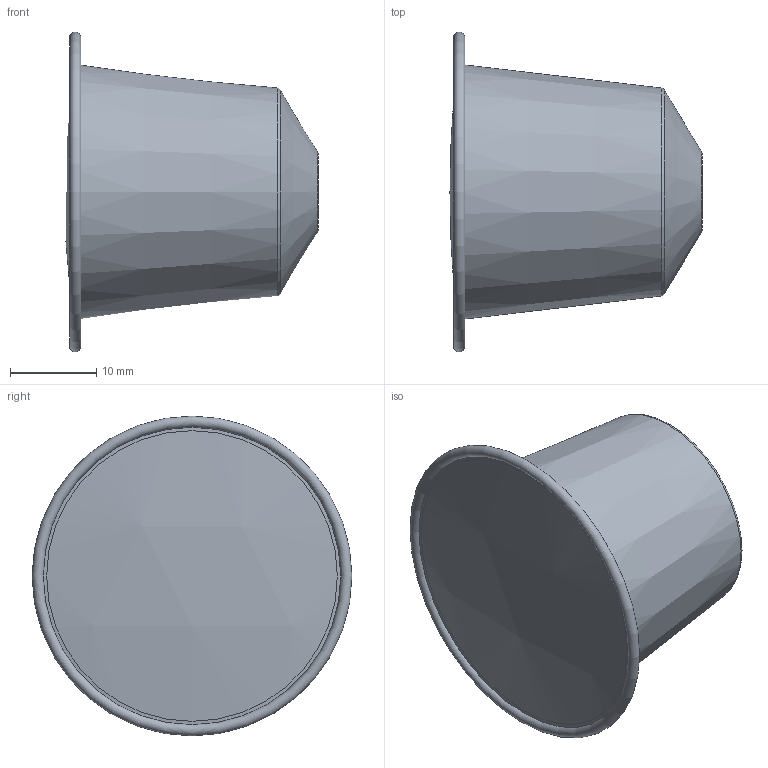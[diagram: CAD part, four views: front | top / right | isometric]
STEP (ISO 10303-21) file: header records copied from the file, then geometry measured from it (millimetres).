
FILE_DESCRIPTION((''),'2;1');
FILE_NAME('Grand_Cru.stp','2012-06-03T01:39:01',('Jan'),(''),'Autodesk Inventor 2012','Autodesk Inventor 2012','');
FILE_SCHEMA(('AUTOMOTIVE_DESIGN { 1 0 10303 214 1 1 1 1 }'));
Length unit declared in the file: millimetre
Products named in the file (4): Grand_Cru; Grand_Cru_Teil1; Grand_Cru_Teil2; Grand_Cru_Teil3
Assembly tree (3 placements, depth 2):
  Grand_Cru
    Grand_Cru_Teil1
    Grand_Cru_Teil2
    Grand_Cru_Teil3
Bounding box: 29.15 x 37 x 37 mm (x, y, z)
Volume: 988 mm3; surface area: 7825.5 mm2
Topology: 3 solids, 3 shells, 18 faces, 26 edges, 16 vertices
Faces by surface type: cone 6, plane 6, torus 3, sphere 2, cylinder 1
Full cylindrical faces by diameter (mm): 28.896 x1
Entity records: 482 total; most frequent: DIRECTION 82, CARTESIAN_POINT 57, AXIS2_PLACEMENT_3D 41, ORIENTED_EDGE 32, EDGE_LOOP 32, FACE_OUTER_BOUND 18, ADVANCED_FACE 18, VERTEX_POINT 16
